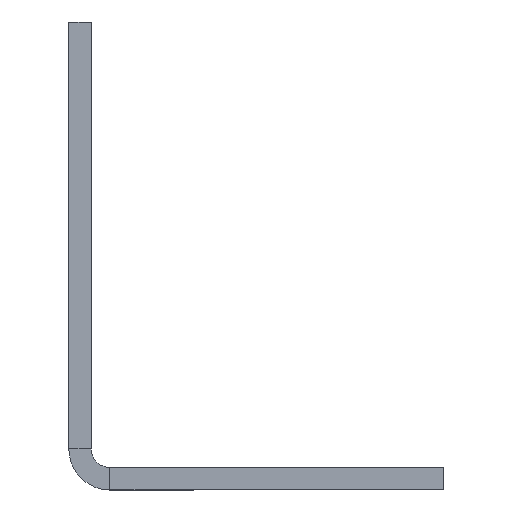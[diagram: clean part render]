
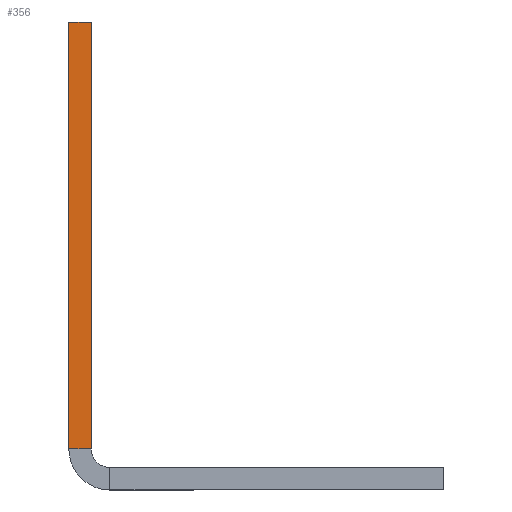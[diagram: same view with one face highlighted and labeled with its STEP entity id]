
A CAD part, left-side view. The second image highlights one B-rep face of the part: STEP entity #356.
In plain terms, the highlighted planar face has unit normal (-1, 0, 0).
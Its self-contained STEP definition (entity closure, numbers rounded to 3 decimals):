
#35 = AXIS2_PLACEMENT_3D ( 'NONE', #84, #183, #540 ) ;
#65 = CARTESIAN_POINT ( 'NONE',  ( 25.5, 18.8, 23.8 ) ) ;
#84 = CARTESIAN_POINT ( 'NONE',  ( 25.5, 20., 23.8 ) ) ;
#87 = CARTESIAN_POINT ( 'NONE',  ( 25.5, 18.8, 23.8 ) ) ;
#112 = EDGE_CURVE ( 'NONE', #145, #171, #169, .T. ) ;
#116 = EDGE_LOOP ( 'NONE', ( #558, #418, #122, #176 ) ) ;
#122 = ORIENTED_EDGE ( 'NONE', *, *, #644, .F. ) ;
#145 = VERTEX_POINT ( 'NONE', #177 ) ;
#162 = LINE ( 'NONE', #312, #474 ) ;
#169 = LINE ( 'NONE', #374, #402 ) ;
#171 = VERTEX_POINT ( 'NONE', #199 ) ;
#176 = ORIENTED_EDGE ( 'NONE', *, *, #112, .F. ) ;
#177 = CARTESIAN_POINT ( 'NONE',  ( 25.5, 20., 1. ) ) ;
#183 = DIRECTION ( 'NONE',  ( 1., 0., 0. ) ) ;
#199 = CARTESIAN_POINT ( 'NONE',  ( 25.5, 20., 23.8 ) ) ;
#203 = VECTOR ( 'NONE', #416, 1000. ) ;
#245 = CARTESIAN_POINT ( 'NONE',  ( 25.5, 18.8, 1. ) ) ;
#304 = DIRECTION ( 'NONE',  ( 0., 0., 1. ) ) ;
#308 = DIRECTION ( 'NONE',  ( 0., -1., 0. ) ) ;
#312 = CARTESIAN_POINT ( 'NONE',  ( 25.5, 20., 23.8 ) ) ;
#356 = ADVANCED_FACE ( 'NONE', ( #478 ), #534, .F. ) ;
#374 = CARTESIAN_POINT ( 'NONE',  ( 25.5, 20., 0. ) ) ;
#387 = EDGE_CURVE ( 'NONE', #500, #634, #560, .T. ) ;
#402 = VECTOR ( 'NONE', #434, 1000. ) ;
#416 = DIRECTION ( 'NONE',  ( 0., 1., 0. ) ) ;
#418 = ORIENTED_EDGE ( 'NONE', *, *, #387, .T. ) ;
#428 = EDGE_CURVE ( 'NONE', #500, #145, #621, .T. ) ;
#434 = DIRECTION ( 'NONE',  ( 0., 0., 1. ) ) ;
#459 = CARTESIAN_POINT ( 'NONE',  ( 25.5, 18.8, 1. ) ) ;
#474 = VECTOR ( 'NONE', #308, 1000. ) ;
#478 = FACE_OUTER_BOUND ( 'NONE', #116, .T. ) ;
#500 = VERTEX_POINT ( 'NONE', #245 ) ;
#534 = PLANE ( 'NONE',  #35 ) ;
#540 = DIRECTION ( 'NONE',  ( 0., 0., -1. ) ) ;
#558 = ORIENTED_EDGE ( 'NONE', *, *, #428, .F. ) ;
#560 = LINE ( 'NONE', #65, #593 ) ;
#593 = VECTOR ( 'NONE', #304, 1000. ) ;
#621 = LINE ( 'NONE', #459, #203 ) ;
#634 = VERTEX_POINT ( 'NONE', #87 ) ;
#644 = EDGE_CURVE ( 'NONE', #171, #634, #162, .T. ) ;
